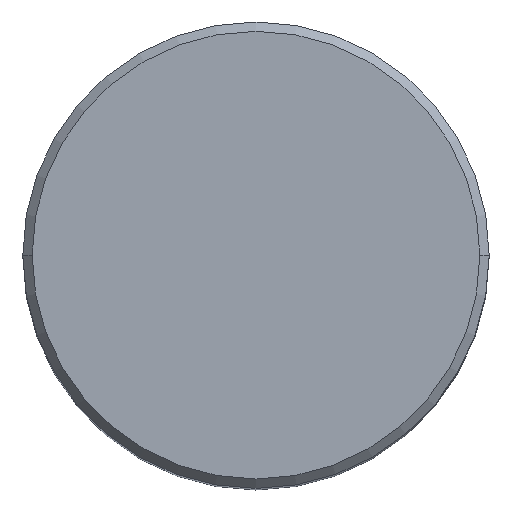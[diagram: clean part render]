
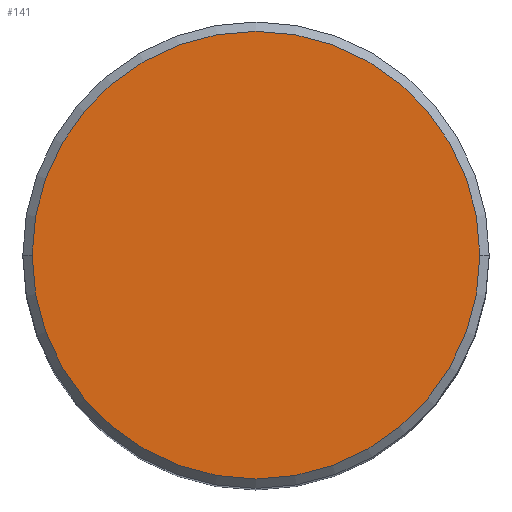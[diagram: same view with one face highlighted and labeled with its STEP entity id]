
A CAD part, top view. The second image highlights one B-rep face of the part: STEP entity #141.
In plain terms, the highlighted planar face has unit normal (0, 0, 1).
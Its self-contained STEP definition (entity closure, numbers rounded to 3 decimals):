
#10 = VERTEX_POINT ( 'NONE', #216 ) ;
#15 = VERTEX_POINT ( 'NONE', #130 ) ;
#17 = EDGE_CURVE ( 'NONE', #15, #10, #129, .T. ) ;
#45 = ORIENTED_EDGE ( 'NONE', *, *, #53, .T. ) ;
#53 = EDGE_CURVE ( 'NONE', #10, #15, #176, .T. ) ;
#71 = ORIENTED_EDGE ( 'NONE', *, *, #17, .T. ) ;
#125 = DIRECTION ( 'NONE',  ( 1., 0., 0. ) ) ;
#126 = DIRECTION ( 'NONE',  ( 0., 0., 1. ) ) ;
#127 = CARTESIAN_POINT ( 'NONE',  ( 0., 0., 0. ) ) ;
#128 = AXIS2_PLACEMENT_3D ( 'NONE', #127, #126, #125 ) ;
#129 = CIRCLE ( 'NONE', #128, 12. ) ;
#130 = CARTESIAN_POINT ( 'NONE',  ( 12., 0., 0. ) ) ;
#141 = ADVANCED_FACE ( 'NONE', ( #331 ), #330, .T. ) ;
#166 = EDGE_LOOP ( 'NONE', ( #45, #71 ) ) ;
#172 = DIRECTION ( 'NONE',  ( 1., 0., 0. ) ) ;
#173 = DIRECTION ( 'NONE',  ( 0., 0., 1. ) ) ;
#174 = CARTESIAN_POINT ( 'NONE',  ( 0., 0., 0. ) ) ;
#175 = AXIS2_PLACEMENT_3D ( 'NONE', #174, #173, #172 ) ;
#176 = CIRCLE ( 'NONE', #175, 12. ) ;
#216 = CARTESIAN_POINT ( 'NONE',  ( -12., 0., 0. ) ) ;
#326 = DIRECTION ( 'NONE',  ( 1., 0., 0. ) ) ;
#327 = DIRECTION ( 'NONE',  ( 0., 0., 1. ) ) ;
#328 = CARTESIAN_POINT ( 'NONE',  ( 0., 0., 0. ) ) ;
#329 = AXIS2_PLACEMENT_3D ( 'NONE', #328, #327, #326 ) ;
#330 = PLANE ( 'NONE',  #329 ) ;
#331 = FACE_OUTER_BOUND ( 'NONE', #166, .T. ) ;
